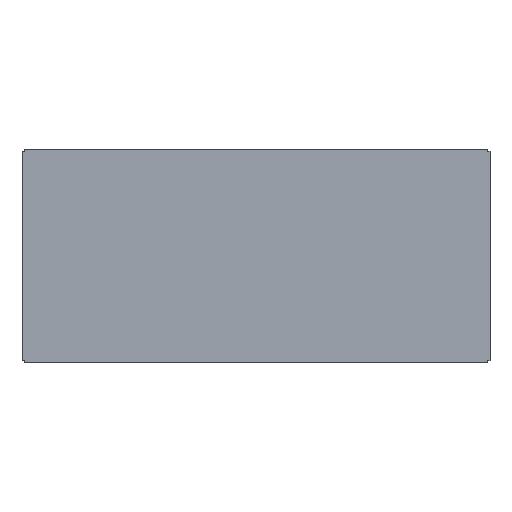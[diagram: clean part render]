
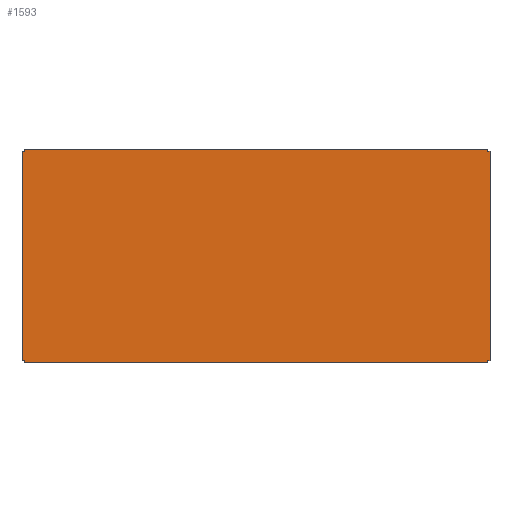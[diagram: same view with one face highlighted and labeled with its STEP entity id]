
A CAD part, front view. The second image highlights one B-rep face of the part: STEP entity #1593.
In plain terms, the highlighted planar face has unit normal (0, -1, 0).
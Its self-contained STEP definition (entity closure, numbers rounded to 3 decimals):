
#8 = LINE ( 'NONE', #1089, #1683 ) ;
#12 = CARTESIAN_POINT ( 'NONE',  ( 210.498, 0., 97. ) ) ;
#35 = CARTESIAN_POINT ( 'NONE',  ( 0., 0., -94.998 ) ) ;
#70 = LINE ( 'NONE', #355, #1006 ) ;
#91 = VERTEX_POINT ( 'NONE', #458 ) ;
#124 = EDGE_CURVE ( 'NONE', #818, #1220, #8, .T. ) ;
#136 = EDGE_CURVE ( 'NONE', #313, #91, #929, .T. ) ;
#138 = LINE ( 'NONE', #149, #1115 ) ;
#149 = CARTESIAN_POINT ( 'NONE',  ( 0., 0., 94.998 ) ) ;
#154 = EDGE_LOOP ( 'NONE', ( #901, #1187, #250, #923, #371, #871, #1511, #1901, #690, #1875, #1499, #1302 ) ) ;
#204 = DIRECTION ( 'NONE',  ( 1., 0., 0. ) ) ;
#211 = LINE ( 'NONE', #35, #755 ) ;
#217 = LINE ( 'NONE', #1164, #1641 ) ;
#250 = ORIENTED_EDGE ( 'NONE', *, *, #1692, .T. ) ;
#261 = CARTESIAN_POINT ( 'NONE',  ( 210.498, 0., 94.998 ) ) ;
#301 = EDGE_CURVE ( 'NONE', #1953, #818, #1012, .T. ) ;
#313 = VERTEX_POINT ( 'NONE', #529 ) ;
#330 = CARTESIAN_POINT ( 'NONE',  ( -210.498, 0., 0. ) ) ;
#355 = CARTESIAN_POINT ( 'NONE',  ( 0., 0., 94.998 ) ) ;
#371 = ORIENTED_EDGE ( 'NONE', *, *, #1020, .F. ) ;
#390 = VERTEX_POINT ( 'NONE', #1163 ) ;
#440 = DIRECTION ( 'NONE',  ( 0., 0., 1. ) ) ;
#446 = CARTESIAN_POINT ( 'NONE',  ( 210.498, 0., -94.998 ) ) ;
#455 = FACE_OUTER_BOUND ( 'NONE', #154, .T. ) ;
#458 = CARTESIAN_POINT ( 'NONE',  ( 212.5, 0., 94.998 ) ) ;
#502 = VECTOR ( 'NONE', #440, 1000. ) ;
#529 = CARTESIAN_POINT ( 'NONE',  ( 212.5, 0., -94.998 ) ) ;
#569 = LINE ( 'NONE', #590, #838 ) ;
#571 = VECTOR ( 'NONE', #1184, 1000. ) ;
#578 = VERTEX_POINT ( 'NONE', #1716 ) ;
#590 = CARTESIAN_POINT ( 'NONE',  ( -210.498, 0., 0. ) ) ;
#630 = CARTESIAN_POINT ( 'NONE',  ( -212.5, 0., 0. ) ) ;
#690 = ORIENTED_EDGE ( 'NONE', *, *, #2030, .T. ) ;
#730 = CARTESIAN_POINT ( 'NONE',  ( -212.5, 0., 94.998 ) ) ;
#755 = VECTOR ( 'NONE', #204, 1000. ) ;
#818 = VERTEX_POINT ( 'NONE', #886 ) ;
#824 = DIRECTION ( 'NONE',  ( 1., 0., 0. ) ) ;
#838 = VECTOR ( 'NONE', #1203, 1000. ) ;
#844 = DIRECTION ( 'NONE',  ( -1., 0., 0. ) ) ;
#854 = VERTEX_POINT ( 'NONE', #1357 ) ;
#855 = EDGE_CURVE ( 'NONE', #1329, #1220, #569, .T. ) ;
#871 = ORIENTED_EDGE ( 'NONE', *, *, #1488, .F. ) ;
#878 = VERTEX_POINT ( 'NONE', #730 ) ;
#886 = CARTESIAN_POINT ( 'NONE',  ( 210.498, 0., -97. ) ) ;
#891 = VERTEX_POINT ( 'NONE', #12 ) ;
#901 = ORIENTED_EDGE ( 'NONE', *, *, #124, .F. ) ;
#923 = ORIENTED_EDGE ( 'NONE', *, *, #136, .T. ) ;
#929 = LINE ( 'NONE', #1229, #502 ) ;
#940 = VECTOR ( 'NONE', #1892, 1000. ) ;
#955 = DIRECTION ( 'NONE',  ( 1., 0., 0. ) ) ;
#1006 = VECTOR ( 'NONE', #824, 1000. ) ;
#1012 = LINE ( 'NONE', #1359, #571 ) ;
#1020 = EDGE_CURVE ( 'NONE', #1231, #91, #70, .T. ) ;
#1080 = LINE ( 'NONE', #1253, #1121 ) ;
#1089 = CARTESIAN_POINT ( 'NONE',  ( 0., 0., -97. ) ) ;
#1115 = VECTOR ( 'NONE', #1887, 1000. ) ;
#1121 = VECTOR ( 'NONE', #955, 1000. ) ;
#1163 = CARTESIAN_POINT ( 'NONE',  ( -212.5, 0., -94.998 ) ) ;
#1164 = CARTESIAN_POINT ( 'NONE',  ( 789.502, 0., -94.998 ) ) ;
#1184 = DIRECTION ( 'NONE',  ( 0., 0., -1. ) ) ;
#1187 = ORIENTED_EDGE ( 'NONE', *, *, #301, .F. ) ;
#1190 = VECTOR ( 'NONE', #1723, 1000. ) ;
#1203 = DIRECTION ( 'NONE',  ( 0., 0., -1. ) ) ;
#1220 = VERTEX_POINT ( 'NONE', #1375 ) ;
#1229 = CARTESIAN_POINT ( 'NONE',  ( 212.5, 0., 0. ) ) ;
#1231 = VERTEX_POINT ( 'NONE', #261 ) ;
#1253 = CARTESIAN_POINT ( 'NONE',  ( 0., 0., 97. ) ) ;
#1276 = CARTESIAN_POINT ( 'NONE',  ( 210.498, 0., 95. ) ) ;
#1302 = ORIENTED_EDGE ( 'NONE', *, *, #855, .T. ) ;
#1322 = EDGE_CURVE ( 'NONE', #578, #854, #1756, .T. ) ;
#1329 = VERTEX_POINT ( 'NONE', #1406 ) ;
#1357 = CARTESIAN_POINT ( 'NONE',  ( -210.498, 0., 97. ) ) ;
#1359 = CARTESIAN_POINT ( 'NONE',  ( 210.498, 0., 0. ) ) ;
#1375 = CARTESIAN_POINT ( 'NONE',  ( -210.498, 0., -97. ) ) ;
#1381 = DIRECTION ( 'NONE',  ( -1., 0., 0. ) ) ;
#1406 = CARTESIAN_POINT ( 'NONE',  ( -210.498, 0., -94.998 ) ) ;
#1420 = LINE ( 'NONE', #630, #1190 ) ;
#1488 = EDGE_CURVE ( 'NONE', #891, #1231, #1630, .T. ) ;
#1499 = ORIENTED_EDGE ( 'NONE', *, *, #1516, .F. ) ;
#1511 = ORIENTED_EDGE ( 'NONE', *, *, #1636, .F. ) ;
#1516 = EDGE_CURVE ( 'NONE', #1329, #390, #217, .T. ) ;
#1563 = PLANE ( 'NONE',  #1761 ) ;
#1582 = DIRECTION ( 'NONE',  ( 1., 0., 0. ) ) ;
#1593 = ADVANCED_FACE ( 'NONE', ( #455 ), #1563, .F. ) ;
#1630 = LINE ( 'NONE', #1276, #1745 ) ;
#1636 = EDGE_CURVE ( 'NONE', #854, #891, #1080, .T. ) ;
#1641 = VECTOR ( 'NONE', #844, 1000. ) ;
#1659 = EDGE_CURVE ( 'NONE', #390, #878, #1420, .T. ) ;
#1683 = VECTOR ( 'NONE', #1381, 1000. ) ;
#1692 = EDGE_CURVE ( 'NONE', #1953, #313, #211, .T. ) ;
#1716 = CARTESIAN_POINT ( 'NONE',  ( -210.498, 0., 94.998 ) ) ;
#1723 = DIRECTION ( 'NONE',  ( 0., 0., 1. ) ) ;
#1744 = CARTESIAN_POINT ( 'NONE',  ( 0., 0., 0. ) ) ;
#1745 = VECTOR ( 'NONE', #1919, 1000. ) ;
#1756 = LINE ( 'NONE', #330, #940 ) ;
#1761 = AXIS2_PLACEMENT_3D ( 'NONE', #1744, #1906, #1582 ) ;
#1875 = ORIENTED_EDGE ( 'NONE', *, *, #1659, .F. ) ;
#1887 = DIRECTION ( 'NONE',  ( -1., 0., 0. ) ) ;
#1892 = DIRECTION ( 'NONE',  ( 0., 0., 1. ) ) ;
#1901 = ORIENTED_EDGE ( 'NONE', *, *, #1322, .F. ) ;
#1906 = DIRECTION ( 'NONE',  ( 0., 1., 0. ) ) ;
#1919 = DIRECTION ( 'NONE',  ( 0., 0., -1. ) ) ;
#1953 = VERTEX_POINT ( 'NONE', #446 ) ;
#2030 = EDGE_CURVE ( 'NONE', #578, #878, #138, .T. ) ;
